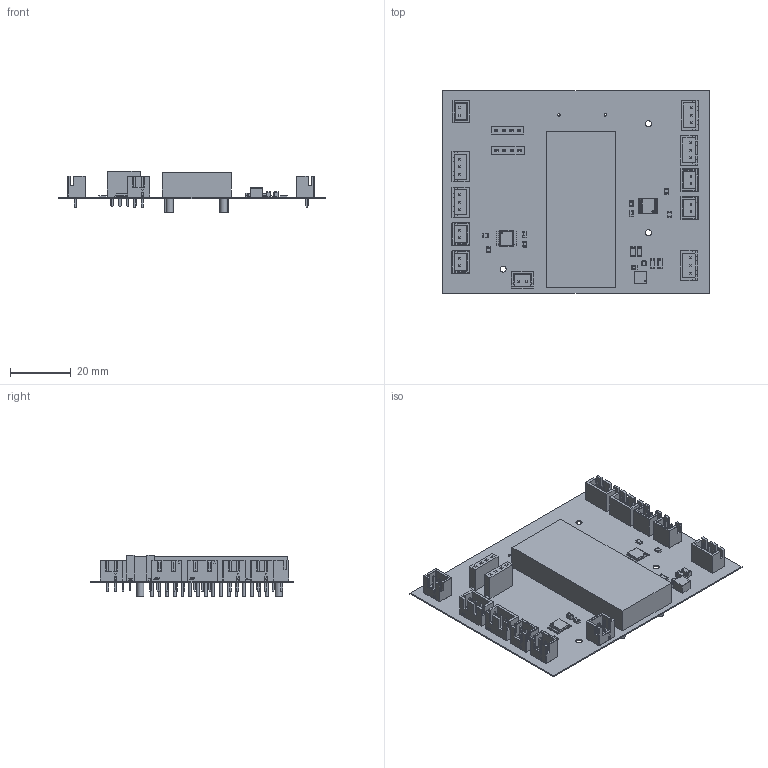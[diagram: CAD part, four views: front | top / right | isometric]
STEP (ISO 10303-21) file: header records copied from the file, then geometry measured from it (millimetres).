
FILE_DESCRIPTION(('Open CASCADE Model'),'2;1');
FILE_NAME('Open CASCADE Shape Model','2026-01-06T13:04:33',('Author'),( 'Open CASCADE'),'Open CASCADE STEP processor 7.5','Open CASCADE 7.5' ,'Unknown');
FILE_SCHEMA(('AUTOMOTIVE_DESIGN { 1 0 10303 214 1 1 1 1 }'));
Length unit declared in the file: millimetre
Products named in the file (116): PCB; Board; Open CASCADE STEP translator 7.5 1.1.1; SVOR; Conn_JST_B3B-XH-A_LF_SN_eec; Body; Pins; Marking; JST Logo; SVOL; ENCR; 61300411821; 6130xx11821_PIN; ENCL; PROP; Conn_JST_B2B-XH-A_LF_SN_eec; 1; B2B-XH-A; JST Logo adjustable; SVOP; L2; 8749896656; body_SSMC_4030; land_pattern_SSMC_4020; SVOB; SW; R12; 8749893696; solidBody; Terminal; solidTop; R11; 8749895776; R7; R5; 8749902256; R4; 8749902016; R2; 8749895376 ...
Assembly tree (162 placements, depth 5):
  PCB
    Board
      Open CASCADE STEP translator 7.5 1.1.1
    SVOR
      Conn_JST_B3B-XH-A_LF_SN_eec
        Body
        Pins
        Marking
        JST Logo
    SVOL
      Conn_JST_B3B-XH-A_LF_SN_eec
        Body
        Pins
        Marking
        JST Logo
    ENCR
      61300411821
        6130xx11821_PIN  x4
        61300411821
    ENCL
      61300411821
        6130xx11821_PIN  x4
        61300411821
    PROP
      Conn_JST_B2B-XH-A_LF_SN_eec
        1
          1
          B2B-XH-A
          JST Logo adjustable
    SVOP
      Conn_JST_B3B-XH-A_LF_SN_eec
        Body
        Pins
        Marking
        JST Logo
    L2
      8749896656
        body_SSMC_4030
        land_pattern_SSMC_4020  x2
    SVOB
      Conn_JST_B3B-XH-A_LF_SN_eec
        Body
        Pins
        Marking
        JST Logo
    SW
      Conn_JST_B2B-XH-A_LF_SN_eec
        1
          1
          B2B-XH-A
          JST Logo adjustable
    R12
      8749893696
        solidBody
        Terminal
        solidTop
    R11
      8749895776
        solidBody
        Terminal
Bounding box: 88.14 x 66.93 x 13.55 mm (x, y, z)
Volume: 20399.1 mm3; surface area: 42177.2 mm2
Topology: 1210 solids, 1210 shells, 6393 faces, 10942 edges, 6912 vertices
Faces by surface type: plane 4194, cylinder 1748, sphere 196, bspline 155, torus 84, extrusion 16
Full cylindrical faces by diameter (mm): 0.55 x2, 0.8 x2, 0.9 x15, 0.91 x896, 1 x12, 1.02 x8, 1.11 x28, 2 x3, 2.34 x128
Entity records: 51119 total; most frequent: CARTESIAN_POINT 8599, DIRECTION 8152, ORIENTED_EDGE 7648, EDGE_CURVE 3824, VECTOR 2910, LINE 2908, AXIS2_PLACEMENT_3D 2621, VERTEX_POINT 2434
